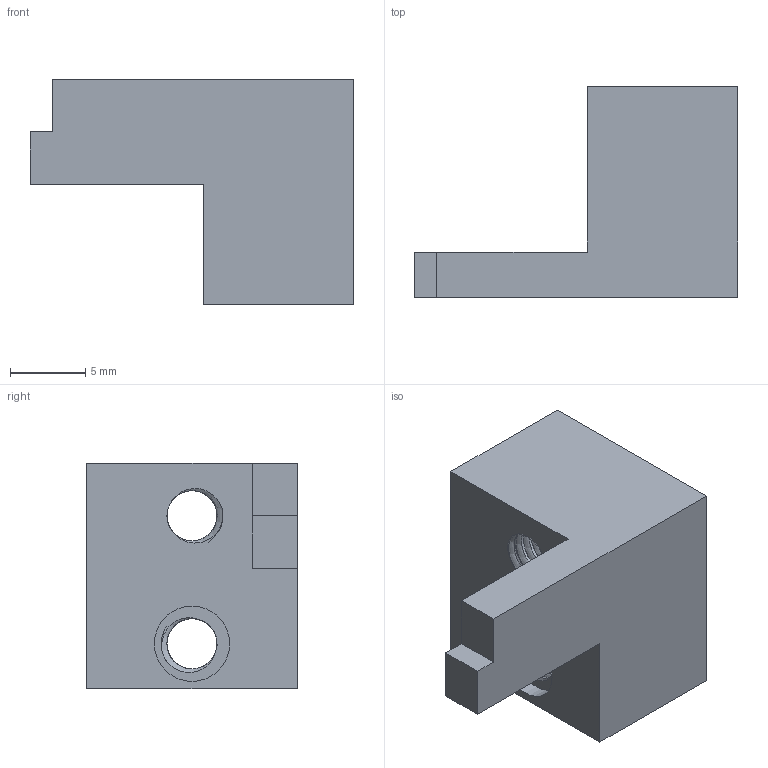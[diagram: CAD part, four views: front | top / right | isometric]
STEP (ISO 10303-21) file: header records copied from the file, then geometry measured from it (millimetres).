
FILE_DESCRIPTION(/* description */ (''),/* implementation_level */ '2;1');
FILE_NAME(/* name */ 'Usinage.step',/* time_stamp */ '2019-08-22T19:46:06+02:00',/* author */ (''),/* organization */ (''),/* preprocessor_version */ 'ST-DEVELOPER v18',/* originating_system */ 'Autodesk Translation Framework v8.6.0.1094',/* authorisation */ '');
FILE_SCHEMA (('AUTOMOTIVE_DESIGN { 1 0 10303 214 3 1 1 }'));
Length unit declared in the file: millimetre
Products named in the file (1): 22
Bounding box: 21.5 x 14 x 15 mm (x, y, z)
Volume: 2144.1 mm3; surface area: 1587.1 mm2
Topology: 1 solids, 1 shells, 87 faces, 234 edges, 150 vertices
Faces by surface type: cylinder 69, plane 14, bspline 4
Full cylindrical faces by diameter (mm): 3.332 x30, 4.109 x30, 5 x1
Entity records: 6235 total; most frequent: CARTESIAN_POINT 4270, ORIENTED_EDGE 468, DIRECTION 290, EDGE_CURVE 234, VERTEX_POINT 150, B_SPLINE_CURVE_WITH_KNOTS 124, LINE 98, VECTOR 98
